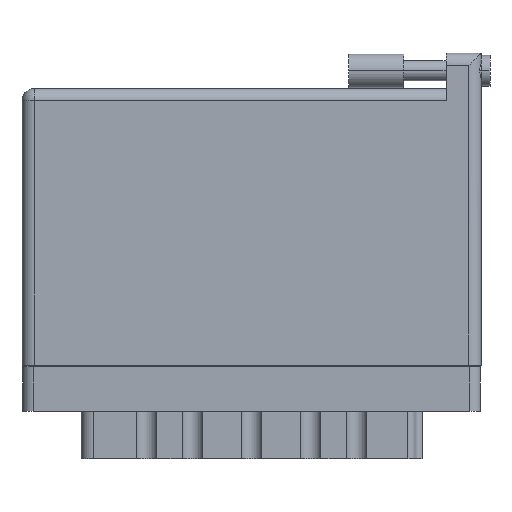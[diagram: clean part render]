
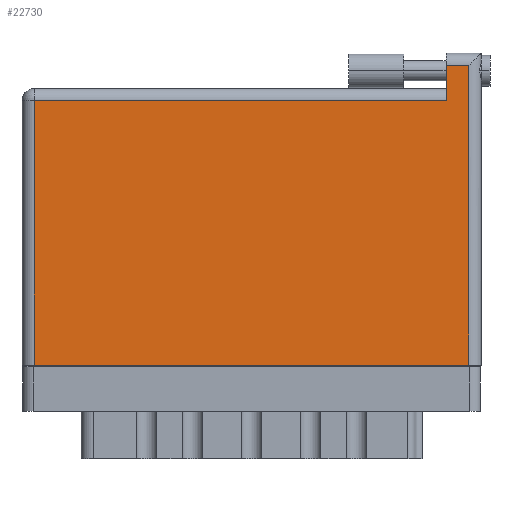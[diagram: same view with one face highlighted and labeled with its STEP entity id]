
A CAD part, front view. The second image highlights one B-rep face of the part: STEP entity #22730.
In plain terms, the highlighted face is planar.
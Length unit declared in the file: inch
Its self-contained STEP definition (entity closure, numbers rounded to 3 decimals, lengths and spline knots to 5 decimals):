
#779 = VECTOR ( 'NONE', #15012, 39.37008 ) ;
#1122 = CARTESIAN_POINT ( 'NONE',  ( 0., 1.696, 0. ) ) ;
#1243 = LINE ( 'NONE', #35915, #39859 ) ;
#1296 = DIRECTION ( 'NONE',  ( -1., 0., 0. ) ) ;
#1809 = VERTEX_POINT ( 'NONE', #11914 ) ;
#3226 = VERTEX_POINT ( 'NONE', #44858 ) ;
#3294 = CARTESIAN_POINT ( 'NONE',  ( 0.07, 0., 0. ) ) ;
#4129 = AXIS2_PLACEMENT_3D ( 'NONE', #14795, #31185, #35298 ) ;
#6196 = EDGE_CURVE ( 'NONE', #1809, #51403, #32614, .T. ) ;
#6524 = CARTESIAN_POINT ( 'NONE',  ( 2.53, 1.766, 0. ) ) ;
#7941 = LINE ( 'NONE', #1122, #22810 ) ;
#8620 = VECTOR ( 'NONE', #27292, 39.37008 ) ;
#11246 = DIRECTION ( 'NONE',  ( -1., 0., 0. ) ) ;
#11914 = CARTESIAN_POINT ( 'NONE',  ( 0.07, 0., 0. ) ) ;
#12193 = FACE_OUTER_BOUND ( 'NONE', #15418, .T. ) ;
#12621 = CARTESIAN_POINT ( 'NONE',  ( 0., 0., 0. ) ) ;
#13044 = LINE ( 'NONE', #6524, #779 ) ;
#14795 = CARTESIAN_POINT ( 'NONE',  ( 0., 1.566, 0. ) ) ;
#15012 = DIRECTION ( 'NONE',  ( 0., 1., 0. ) ) ;
#15418 = EDGE_LOOP ( 'NONE', ( #17008, #21991, #32660, #25764, #29316, #28838 ) ) ;
#16174 = CARTESIAN_POINT ( 'NONE',  ( 0.07, 1.496, 0. ) ) ;
#17008 = ORIENTED_EDGE ( 'NONE', *, *, #6196, .T. ) ;
#17276 = LINE ( 'NONE', #3294, #27593 ) ;
#20703 = CARTESIAN_POINT ( 'NONE',  ( 2.403, 1.496, 0. ) ) ;
#21991 = ORIENTED_EDGE ( 'NONE', *, *, #27118, .T. ) ;
#22188 = LINE ( 'NONE', #47962, #8620 ) ;
#22358 = VECTOR ( 'NONE', #29201, 39.37008 ) ;
#22730 = ADVANCED_FACE ( 'NONE', ( #12193 ), #51662, .F. ) ;
#22810 = VECTOR ( 'NONE', #1296, 39.37008 ) ;
#23005 = CARTESIAN_POINT ( 'NONE',  ( 2.403, 1.696, 0. ) ) ;
#24139 = EDGE_CURVE ( 'NONE', #32380, #1809, #17276, .T. ) ;
#25764 = ORIENTED_EDGE ( 'NONE', *, *, #39322, .T. ) ;
#26940 = EDGE_CURVE ( 'NONE', #3226, #41132, #7941, .T. ) ;
#27118 = EDGE_CURVE ( 'NONE', #51403, #3226, #13044, .T. ) ;
#27292 = DIRECTION ( 'NONE',  ( 0., -1., 0. ) ) ;
#27593 = VECTOR ( 'NONE', #44285, 39.37008 ) ;
#28838 = ORIENTED_EDGE ( 'NONE', *, *, #24139, .T. ) ;
#29201 = DIRECTION ( 'NONE',  ( 1., 0., 0. ) ) ;
#29316 = ORIENTED_EDGE ( 'NONE', *, *, #33323, .T. ) ;
#31185 = DIRECTION ( 'NONE',  ( 0., 0., -1. ) ) ;
#32380 = VERTEX_POINT ( 'NONE', #16174 ) ;
#32425 = VERTEX_POINT ( 'NONE', #20703 ) ;
#32614 = LINE ( 'NONE', #12621, #22358 ) ;
#32660 = ORIENTED_EDGE ( 'NONE', *, *, #26940, .T. ) ;
#33323 = EDGE_CURVE ( 'NONE', #32425, #32380, #1243, .T. ) ;
#35298 = DIRECTION ( 'NONE',  ( -1., 0., 0. ) ) ;
#35915 = CARTESIAN_POINT ( 'NONE',  ( 0., 1.496, 0. ) ) ;
#39322 = EDGE_CURVE ( 'NONE', #41132, #32425, #22188, .T. ) ;
#39859 = VECTOR ( 'NONE', #11246, 39.37008 ) ;
#41132 = VERTEX_POINT ( 'NONE', #23005 ) ;
#44285 = DIRECTION ( 'NONE',  ( 0., -1., 0. ) ) ;
#44858 = CARTESIAN_POINT ( 'NONE',  ( 2.53, 1.696, 0. ) ) ;
#45436 = CARTESIAN_POINT ( 'NONE',  ( 2.53, 0., 0. ) ) ;
#47962 = CARTESIAN_POINT ( 'NONE',  ( 2.403, 1.766, 0. ) ) ;
#51403 = VERTEX_POINT ( 'NONE', #45436 ) ;
#51662 = PLANE ( 'NONE',  #4129 ) ;
